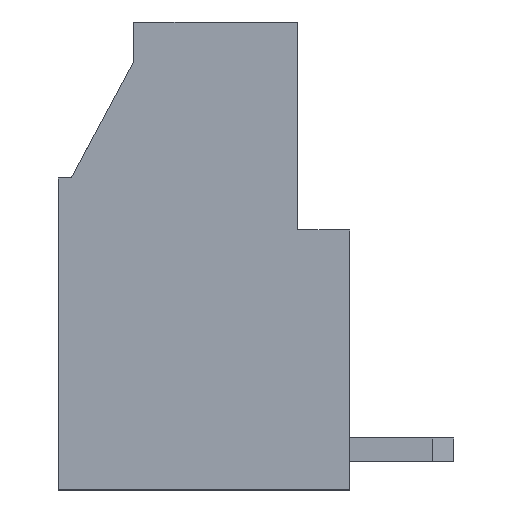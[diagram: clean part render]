
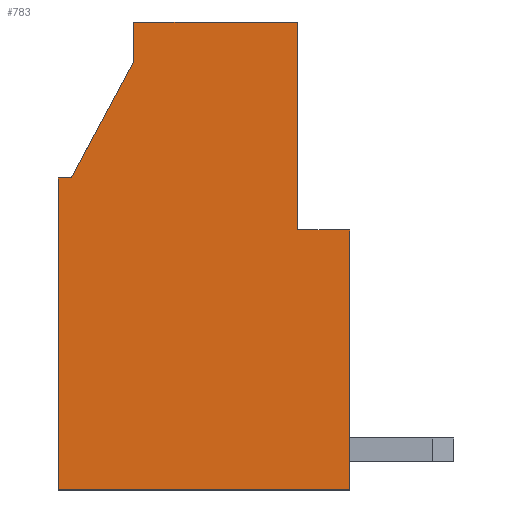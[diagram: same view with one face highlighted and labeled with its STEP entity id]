
A CAD part, front view. The second image highlights one B-rep face of the part: STEP entity #783.
In plain terms, the highlighted planar face has unit normal (0, -1, 0).
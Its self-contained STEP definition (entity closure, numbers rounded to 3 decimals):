
#783 = ADVANCED_FACE( '', ( #1814 ), #1815, .T. );
#1814 = FACE_OUTER_BOUND( '', #3138, .T. );
#1815 = PLANE( '', #3139 );
#3138 = EDGE_LOOP( '', ( #5292, #5293, #5294, #5295, #5296, #5297, #5298, #5299, #5300 ) );
#3139 = AXIS2_PLACEMENT_3D( '', #5301, #5302, #5303 );
#5292 = ORIENTED_EDGE( '', *, *, #8008, .F. );
#5293 = ORIENTED_EDGE( '', *, *, #8628, .F. );
#5294 = ORIENTED_EDGE( '', *, *, #8738, .F. );
#5295 = ORIENTED_EDGE( '', *, *, #8739, .F. );
#5296 = ORIENTED_EDGE( '', *, *, #8740, .F. );
#5297 = ORIENTED_EDGE( '', *, *, #8741, .F. );
#5298 = ORIENTED_EDGE( '', *, *, #8742, .T. );
#5299 = ORIENTED_EDGE( '', *, *, #8743, .T. );
#5300 = ORIENTED_EDGE( '', *, *, #8744, .T. );
#5301 = CARTESIAN_POINT( '', ( 11.37, 8.5, 20.06 ) );
#5302 = DIRECTION( '', ( 0., -1., 0. ) );
#5303 = DIRECTION( '', ( 1., 0., 0. ) );
#8008 = EDGE_CURVE( '', #9565, #9567, #9568, .T. );
#8628 = EDGE_CURVE( '', #10620, #9565, #10622, .T. );
#8738 = EDGE_CURVE( '', #10797, #10620, #10798, .T. );
#8739 = EDGE_CURVE( '', #10799, #10797, #10800, .T. );
#8740 = EDGE_CURVE( '', #10801, #10799, #10802, .T. );
#8741 = EDGE_CURVE( '', #10803, #10801, #10804, .T. );
#8742 = EDGE_CURVE( '', #10803, #10805, #10806, .T. );
#8743 = EDGE_CURVE( '', #10805, #10807, #10808, .T. );
#8744 = EDGE_CURVE( '', #10807, #9567, #10809, .T. );
#9565 = VERTEX_POINT( '', #11865 );
#9567 = VERTEX_POINT( '', #11868 );
#9568 = LINE( '', #11869, #11870 );
#10620 = VERTEX_POINT( '', #13399 );
#10622 = LINE( '', #13402, #13403 );
#10797 = VERTEX_POINT( '', #13665 );
#10798 = LINE( '', #13666, #13667 );
#10799 = VERTEX_POINT( '', #13668 );
#10800 = LINE( '', #13669, #13670 );
#10801 = VERTEX_POINT( '', #13671 );
#10802 = LINE( '', #13672, #13673 );
#10803 = VERTEX_POINT( '', #13674 );
#10804 = LINE( '', #13675, #13676 );
#10805 = VERTEX_POINT( '', #13677 );
#10806 = LINE( '', #13678, #13679 );
#10807 = VERTEX_POINT( '', #13680 );
#10808 = LINE( '', #13681, #13682 );
#10809 = LINE( '', #13683, #13684 );
#11865 = CARTESIAN_POINT( '', ( -5.35, 8.5, 1. ) );
#11868 = CARTESIAN_POINT( '', ( -5.35, 8.5, 13. ) );
#11869 = CARTESIAN_POINT( '', ( -5.35, 8.5, 2.4 ) );
#11870 = VECTOR( '', #15239, 1000. );
#13399 = CARTESIAN_POINT( '', ( 5.85, 8.5, 1. ) );
#13402 = CARTESIAN_POINT( '', ( 6.85, 8.5, 1. ) );
#13403 = VECTOR( '', #15796, 1000. );
#13665 = CARTESIAN_POINT( '', ( 5.85, 8.5, 11. ) );
#13666 = CARTESIAN_POINT( '', ( 5.85, 8.5, 2.4 ) );
#13667 = VECTOR( '', #15887, 1000. );
#13668 = CARTESIAN_POINT( '', ( 3.85, 8.5, 11. ) );
#13669 = CARTESIAN_POINT( '', ( 6.85, 8.5, 11. ) );
#13670 = VECTOR( '', #15888, 1000. );
#13671 = CARTESIAN_POINT( '', ( 3.85, 8.5, 19. ) );
#13672 = CARTESIAN_POINT( '', ( 3.85, 8.5, 2.4 ) );
#13673 = VECTOR( '', #15889, 1000. );
#13674 = CARTESIAN_POINT( '', ( -2.45, 8.5, 19. ) );
#13675 = CARTESIAN_POINT( '', ( 6.85, 8.5, 19. ) );
#13676 = VECTOR( '', #15890, 1000. );
#13677 = CARTESIAN_POINT( '', ( -2.45, 8.5, 17.5 ) );
#13678 = CARTESIAN_POINT( '', ( -2.45, 8.5, 2.4 ) );
#13679 = VECTOR( '', #15891, 1000. );
#13680 = CARTESIAN_POINT( '', ( -4.85, 8.5, 13. ) );
#13681 = CARTESIAN_POINT( '', ( -10.503, 8.5, 2.4 ) );
#13682 = VECTOR( '', #15892, 1000. );
#13683 = CARTESIAN_POINT( '', ( 6.85, 8.5, 13. ) );
#13684 = VECTOR( '', #15893, 1000. );
#15239 = DIRECTION( '', ( 0., 0., 1. ) );
#15796 = DIRECTION( '', ( -1., 0., 0. ) );
#15887 = DIRECTION( '', ( 0., 0., -1. ) );
#15888 = DIRECTION( '', ( 1., 0., 0. ) );
#15889 = DIRECTION( '', ( 0., 0., -1. ) );
#15890 = DIRECTION( '', ( 1., 0., 0. ) );
#15891 = DIRECTION( '', ( 0., 0., -1. ) );
#15892 = DIRECTION( '', ( -0.471, 0., -0.882 ) );
#15893 = DIRECTION( '', ( -1., 0., 0. ) );
